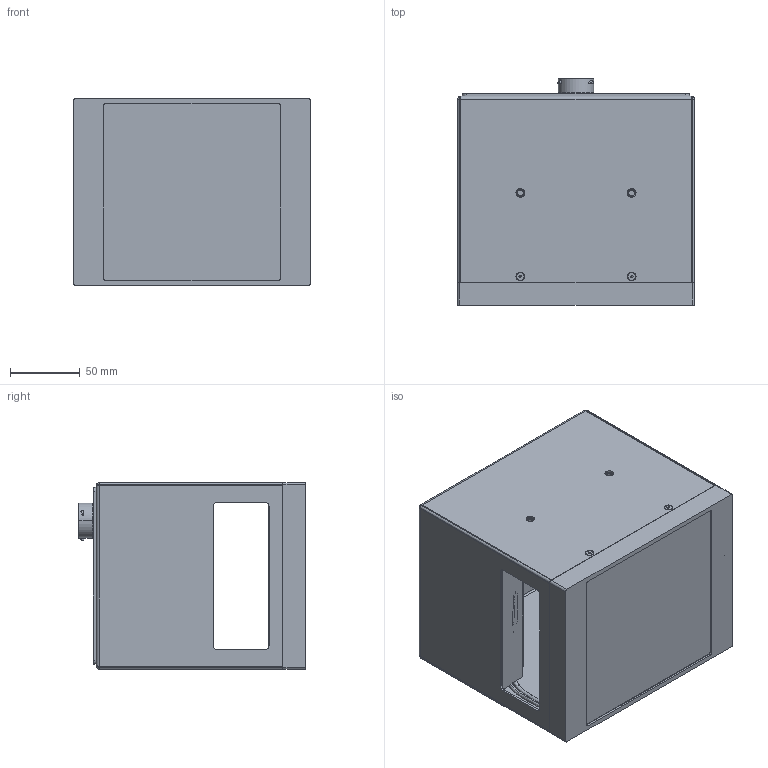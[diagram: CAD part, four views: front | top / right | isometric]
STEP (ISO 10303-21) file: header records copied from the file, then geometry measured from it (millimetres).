
FILE_DESCRIPTION (( 'STEP AP214' ), '1' );
FILE_NAME ('Emitter.STEP', '2021-12-13T00:58:38', ( '' ), ( '' ), 'SwSTEP 2.0', 'SolidWorks 2020', '' );
FILE_SCHEMA (( 'AUTOMOTIVE_DESIGN' ));
Length unit declared in the file: millimetre
Products named in the file (33): 83015-C-GLASS,WINDOW,EMITTER; 87048-C; 82014-C; 82013-C-03; 84810-C; 81010-C-COVER,LIGHT ENGINE; PCB-Bare-Flood98^MCPCB-Bare PCB and Connector_Heatsink and MCPCB(2)_Heatsink and MCPCB; 84534-C; 82013-C-02; 82012-C; HSCH-M3_DIN7991-M3*8-A2-50; gb 862.1-87 4 外齿锁紧垫圈; Heatsink and MCPCB(2)^Heatsink and MCPCB; Wire; MCPCB-Bare PCB and Connector^Heatsink and MCPCB(2)_Heatsink and MCPCB; 标准五金-六角螺帽M4_預設; PCB-Bare-Flood98^MCPCB-Bare PCB and Connector-1_Heatsink and MCPCB(2)_Heatsink and MCPCB; 81011-C-01^82012-C; HSCH-M3_DIN7991-M3*6-A2-50; SOS-M5_PEM-BSOS-M5-5; Button-M3_ISO7380-M3*6-A2-50; Connector; 81011-C; 82013-C; Heatsink and MCPCB; 葩璃 Wire1^Wire; 标准五金(平垫圈M4)_預設; Emitter; SOS-M3_PEM- SOS-M3-5; 葩璃 Wire2^Wire; FHS-M4_PEM-FHS-M4-12; MCPCB-Bare PCB and Connector-1^Heatsink and MCPCB(2)_Heatsink and MCPCB; 81011-C-BLOCK,FIXED GLASS
Assembly tree (58 placements, depth 6):
  Emitter
    81010-C-COVER,LIGHT ENGINE
    81011-C-BLOCK,FIXED GLASS  x2
    83015-C-GLASS,WINDOW,EMITTER
    82012-C
      81011-C-01^82012-C
    82014-C
    82013-C
      82013-C-02  x2
      82013-C-03  x2
      FHS-M4_PEM-FHS-M4-12
      SOS-M5_PEM-BSOS-M5-5  x2
      SOS-M3_PEM- SOS-M3-5  x5
    84534-C
    84810-C
      Heatsink and MCPCB
        Heatsink and MCPCB(2)^Heatsink and MCPCB
          MCPCB-Bare PCB and Connector^Heatsink and MCPCB(2)_Heatsink and MCPCB
            PCB-Bare-Flood98^MCPCB-Bare PCB and Connector_Heatsink and MCPCB(2)_Heatsink and MCPCB
          MCPCB-Bare PCB and Connector-1^Heatsink and MCPCB(2)_Heatsink and MCPCB
            PCB-Bare-Flood98^MCPCB-Bare PCB and Connector-1_Heatsink and MCPCB(2)_Heatsink and MCPCB
      Connector  x4
    HSCH-M3_DIN7991-M3*6-A2-50  x4
    HSCH-M3_DIN7991-M3*8-A2-50  x9
    Button-M3_ISO7380-M3*6-A2-50  x4
    标准五金-六角螺帽M4_預設
    标准五金(平垫圈M4)_預設
    gb 862.1-87 4 外齿锁紧垫圈
    Wire
      葩璃 Wire2^Wire
      葩璃 Wire1^Wire
    81011-C  x2
    87048-C
Bounding box: 170 x 162.56 x 134.1 mm (x, y, z)
Volume: 309745.3 mm3; surface area: 386729.4 mm2
Topology: 49 solids, 51 shells, 3787 faces, 9996 edges, 6462 vertices
Faces by surface type: plane 2352, cylinder 847, cone 276, bspline 236, torus 68, sphere 8
Entity records: 127186 total; most frequent: CARTESIAN_POINT 46115, ORIENTED_EDGE 16407, DIRECTION 14530, EDGE_CURVE 8208, VECTOR 5732, LINE 5732, VERTEX_POINT 5378, AXIS2_PLACEMENT_3D 4399
